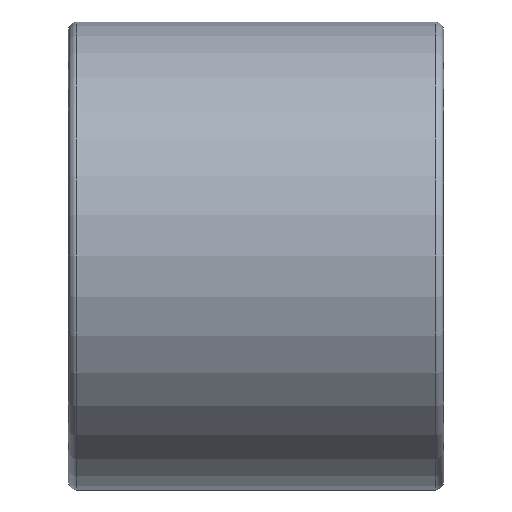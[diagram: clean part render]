
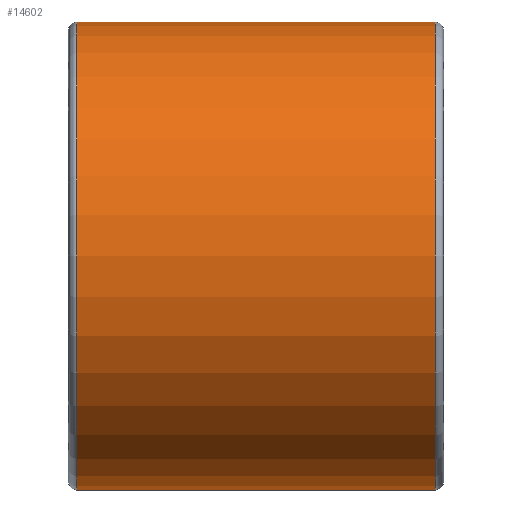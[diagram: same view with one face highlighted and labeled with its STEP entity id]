
A CAD part, front view. The second image highlights one B-rep face of the part: STEP entity #14602.
In plain terms, the highlighted cylindrical face has radius 54.5 mm (diameter 109 mm), a partial arc.
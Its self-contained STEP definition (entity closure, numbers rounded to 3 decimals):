
#666 = EDGE_LOOP ( 'NONE', ( #35509, #24356, #29361, #31294 ) ) ;
#731 = DIRECTION ( 'NONE',  ( -1., 0., 0. ) ) ;
#844 = CIRCLE ( 'NONE', #23624, 54.5 ) ;
#1567 = VERTEX_POINT ( 'NONE', #6070 ) ;
#2611 = CARTESIAN_POINT ( 'NONE',  ( -39.045, 0., 54.5 ) ) ;
#4230 = DIRECTION ( 'NONE',  ( -1., 0., 0. ) ) ;
#5535 = DIRECTION ( 'NONE',  ( -1., 0., 0. ) ) ;
#5718 = EDGE_CURVE ( 'NONE', #9466, #34503, #23626, .T. ) ;
#6070 = CARTESIAN_POINT ( 'NONE',  ( -41.7, 0., 54.5 ) ) ;
#6834 = CARTESIAN_POINT ( 'NONE',  ( -39.045, 0., -54.5 ) ) ;
#9466 = VERTEX_POINT ( 'NONE', #26682 ) ;
#12091 = VECTOR ( 'NONE', #4230, 1000. ) ;
#12662 = EDGE_CURVE ( 'NONE', #34503, #1567, #13890, .T. ) ;
#13890 = CIRCLE ( 'NONE', #36766, 54.5 ) ;
#14529 = DIRECTION ( 'NONE',  ( 0., 0., 1. ) ) ;
#14602 = ADVANCED_FACE ( 'NONE', ( #36296 ), #35831, .T. ) ;
#15323 = CARTESIAN_POINT ( 'NONE',  ( 41.7, 0., 0. ) ) ;
#16977 = DIRECTION ( 'NONE',  ( 0., 0., 1. ) ) ;
#17420 = VERTEX_POINT ( 'NONE', #35599 ) ;
#19474 = EDGE_CURVE ( 'NONE', #9466, #17420, #844, .T. ) ;
#19725 = VECTOR ( 'NONE', #20007, 1000. ) ;
#20007 = DIRECTION ( 'NONE',  ( -1., 0., 0. ) ) ;
#23624 = AXIS2_PLACEMENT_3D ( 'NONE', #15323, #731, #29119 ) ;
#23626 = LINE ( 'NONE', #6834, #12091 ) ;
#24126 = LINE ( 'NONE', #2611, #19725 ) ;
#24356 = ORIENTED_EDGE ( 'NONE', *, *, #19474, .T. ) ;
#26682 = CARTESIAN_POINT ( 'NONE',  ( 41.7, 0., -54.5 ) ) ;
#28444 = DIRECTION ( 'NONE',  ( -1., 0., 0. ) ) ;
#28976 = CARTESIAN_POINT ( 'NONE',  ( -41.7, 0., -54.5 ) ) ;
#29119 = DIRECTION ( 'NONE',  ( 0., 0., 1. ) ) ;
#29361 = ORIENTED_EDGE ( 'NONE', *, *, #33141, .T. ) ;
#29944 = AXIS2_PLACEMENT_3D ( 'NONE', #33342, #5535, #16977 ) ;
#31294 = ORIENTED_EDGE ( 'NONE', *, *, #12662, .F. ) ;
#31509 = CARTESIAN_POINT ( 'NONE',  ( -41.7, 0., 0. ) ) ;
#33141 = EDGE_CURVE ( 'NONE', #17420, #1567, #24126, .T. ) ;
#33342 = CARTESIAN_POINT ( 'NONE',  ( -39.045, 0., 0. ) ) ;
#34503 = VERTEX_POINT ( 'NONE', #28976 ) ;
#35509 = ORIENTED_EDGE ( 'NONE', *, *, #5718, .F. ) ;
#35599 = CARTESIAN_POINT ( 'NONE',  ( 41.7, 0., 54.5 ) ) ;
#35831 = CYLINDRICAL_SURFACE ( 'NONE', #29944, 54.5 ) ;
#36296 = FACE_OUTER_BOUND ( 'NONE', #666, .T. ) ;
#36766 = AXIS2_PLACEMENT_3D ( 'NONE', #31509, #28444, #14529 ) ;
